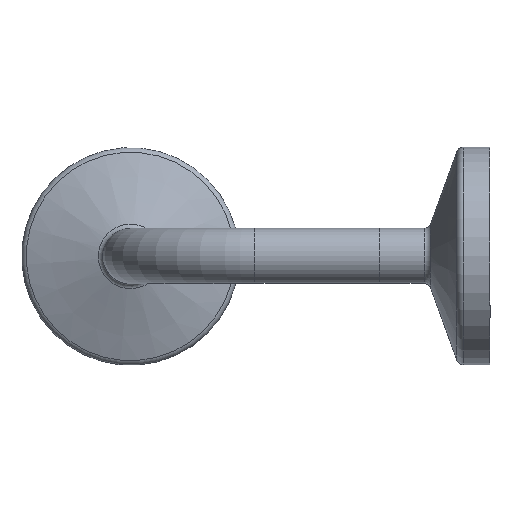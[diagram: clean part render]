
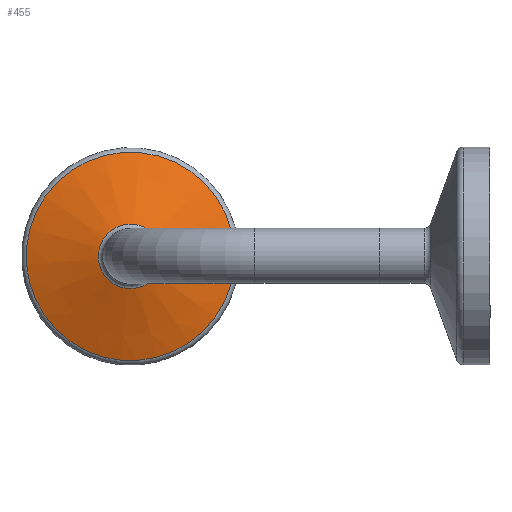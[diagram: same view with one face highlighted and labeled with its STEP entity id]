
A CAD part, top view. The second image highlights one B-rep face of the part: STEP entity #455.
In plain terms, the highlighted conical face has half-angle 70 degrees and reference radius 7.838 mm.
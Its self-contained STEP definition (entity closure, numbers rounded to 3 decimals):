
#421=CARTESIAN_POINT('',(3.701,6.802,0.0));
#422=VERTEX_POINT('',#421);
#423=CARTESIAN_POINT('',(0.0,6.802,0.0));
#424=DIRECTION('',(0.0,-1.0,0.0));
#425=DIRECTION('',(1.0,0.0,0.0));
#426=AXIS2_PLACEMENT_3D('',#423,#424,#425);
#427=CIRCLE('',#426,3.701);
#428=EDGE_CURVE('',#422,#422,#427,.T.);
#436=CARTESIAN_POINT('',(0.0,5.297,0.0));
#437=DIRECTION('',(0.0,-1.0,0.0));
#438=DIRECTION('',(1.0,0.0,0.0));
#439=AXIS2_PLACEMENT_3D('',#436,#437,#438);
#440=CONICAL_SURFACE('',#439,7.838,70.);
#441=CARTESIAN_POINT('',(11.974,3.792,0.0));
#442=VERTEX_POINT('',#441);
#443=CARTESIAN_POINT('',(0.0,3.792,0.0));
#444=DIRECTION('',(0.0,-1.0,0.0));
#445=DIRECTION('',(1.0,0.0,0.0));
#446=AXIS2_PLACEMENT_3D('',#443,#444,#445);
#447=CIRCLE('',#446,11.974);
#448=EDGE_CURVE('',#442,#442,#447,.T.);
#449=ORIENTED_EDGE('',*,*,#448,.F.);
#450=EDGE_LOOP('',(#449));
#451=FACE_OUTER_BOUND('',#450,.T.);
#452=ORIENTED_EDGE('',*,*,#428,.T.);
#453=EDGE_LOOP('',(#452));
#454=FACE_BOUND('',#453,.T.);
#455=ADVANCED_FACE('',(#451,#454),#440,.T.);
